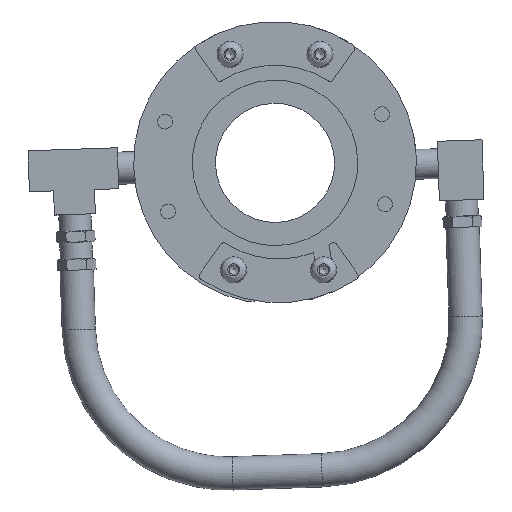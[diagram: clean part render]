
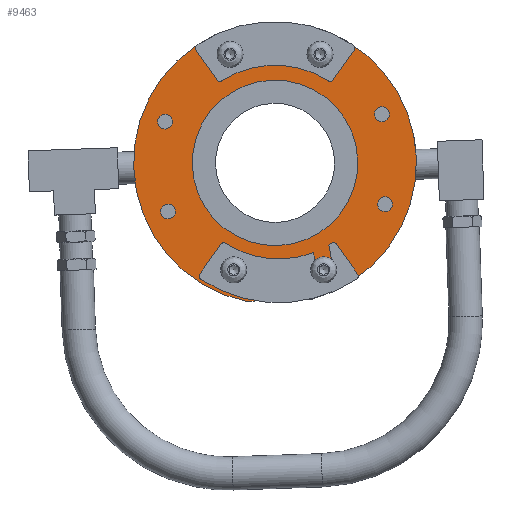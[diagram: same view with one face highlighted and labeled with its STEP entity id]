
A CAD part, front view. The second image highlights one B-rep face of the part: STEP entity #9463.
In plain terms, the highlighted planar face has unit normal (0, -1, 0).
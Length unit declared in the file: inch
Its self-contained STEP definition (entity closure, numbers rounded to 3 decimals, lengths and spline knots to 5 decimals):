
#8924=CARTESIAN_POINT('',(-3.36709,-0.06364,-1.27454));
#8925=VERTEX_POINT('',#8924);
#8926=CARTESIAN_POINT('',(-3.49202,-0.06364,-1.27878));
#8927=DIRECTION('',(0.,1.,0.));
#8928=DIRECTION('',(0.999,0.,0.034));
#8929=AXIS2_PLACEMENT_3D('',#8926,#8927,#8928);
#8930=CIRCLE('',#8929,0.125);
#8931=EDGE_CURVE('',#8925,#8925,#8930,.T.);
#8961=CARTESIAN_POINT('',(-3.41833,-0.06364,0.23543));
#8962=VERTEX_POINT('',#8961);
#8963=CARTESIAN_POINT('',(-3.54326,-0.06364,0.23119));
#8964=DIRECTION('',(0.,1.,0.));
#8965=DIRECTION('',(0.999,0.,0.034));
#8966=AXIS2_PLACEMENT_3D('',#8963,#8964,#8965);
#8967=CIRCLE('',#8966,0.125);
#8968=EDGE_CURVE('',#8962,#8962,#8967,.T.);
#8998=CARTESIAN_POINT('',(0.22705,-0.06364,0.35914));
#8999=VERTEX_POINT('',#8998);
#9000=CARTESIAN_POINT('',(0.10212,-0.06364,0.3549));
#9001=DIRECTION('',(0.,1.,0.));
#9002=DIRECTION('',(0.999,0.,0.034));
#9003=AXIS2_PLACEMENT_3D('',#9000,#9001,#9002);
#9004=CIRCLE('',#9003,0.125);
#9005=EDGE_CURVE('',#8999,#8999,#9004,.T.);
#9035=CARTESIAN_POINT('',(0.27829,-0.06364,-1.15083));
#9036=VERTEX_POINT('',#9035);
#9037=CARTESIAN_POINT('',(0.15336,-0.06364,-1.15507));
#9038=DIRECTION('',(0.,1.,0.));
#9039=DIRECTION('',(0.999,0.,0.034));
#9040=AXIS2_PLACEMENT_3D('',#9037,#9038,#9039);
#9041=CIRCLE('',#9040,0.125);
#9042=EDGE_CURVE('',#9036,#9036,#9041,.T.);
#9072=CARTESIAN_POINT('',(-1.27368,-0.06364,1.86669));
#9073=VERTEX_POINT('',#9072);
#9074=CARTESIAN_POINT('',(-1.75644,-0.06364,1.35002));
#9075=VERTEX_POINT('',#9074);
#9076=CARTESIAN_POINT('',(-1.25672,-0.06364,1.36697));
#9077=DIRECTION('',(0.,-1.0,0.));
#9078=DIRECTION('',(0.999,0.,0.034));
#9079=AXIS2_PLACEMENT_3D('',#9076,#9077,#9078);
#9080=CIRCLE('',#9079,0.5);
#9081=EDGE_CURVE('',#9073,#9075,#9080,.T.);
#9114=CARTESIAN_POINT('',(-2.27311,-0.06364,1.83277));
#9115=VERTEX_POINT('',#9114);
#9116=CARTESIAN_POINT('',(-2.25615,-0.06364,1.33306));
#9117=DIRECTION('',(0.,-1.0,0.));
#9118=DIRECTION('',(0.034,0.,-0.999));
#9119=AXIS2_PLACEMENT_3D('',#9116,#9117,#9118);
#9120=CIRCLE('',#9119,0.5);
#9121=EDGE_CURVE('',#9075,#9115,#9120,.T.);
#9147=CARTESIAN_POINT('',(-2.31221,-0.06364,1.83144));
#9148=VERTEX_POINT('',#9147);
#9149=CARTESIAN_POINT('',(-2.27311,-0.06364,1.83277));
#9150=DIRECTION('',(-0.999,0.,-0.034));
#9151=VECTOR('',#9150,0.03913);
#9152=LINE('',#9149,#9151);
#9153=EDGE_CURVE('',#9115,#9148,#9152,.T.);
#9178=CARTESIAN_POINT('',(-1.23458,-0.06364,1.86801));
#9179=VERTEX_POINT('',#9178);
#9180=CARTESIAN_POINT('',(-1.23458,-0.06364,1.86801));
#9181=DIRECTION('',(-0.999,0.,-0.034));
#9182=VECTOR('',#9181,0.03913);
#9183=LINE('',#9180,#9182);
#9184=EDGE_CURVE('',#9179,#9073,#9183,.T.);
#9209=CARTESIAN_POINT('',(-1.63346,-0.06364,-2.2739));
#9210=VERTEX_POINT('',#9209);
#9211=CARTESIAN_POINT('',(-1.11679,-0.06364,-2.75665));
#9212=VERTEX_POINT('',#9211);
#9213=CARTESIAN_POINT('',(-1.13375,-0.06364,-2.25694));
#9214=DIRECTION('',(0.,-1.0,0.));
#9215=DIRECTION('',(-0.034,0.,0.999));
#9216=AXIS2_PLACEMENT_3D('',#9213,#9214,#9215);
#9217=CIRCLE('',#9216,0.5);
#9218=EDGE_CURVE('',#9210,#9212,#9217,.T.);
#9251=CARTESIAN_POINT('',(-1.07769,-0.06364,-2.75532));
#9252=VERTEX_POINT('',#9251);
#9253=CARTESIAN_POINT('',(-1.11679,-0.06364,-2.75665));
#9254=DIRECTION('',(0.999,0.,0.034));
#9255=VECTOR('',#9254,0.03913);
#9256=LINE('',#9253,#9255);
#9257=EDGE_CURVE('',#9212,#9252,#9256,.T.);
#9282=CARTESIAN_POINT('',(-2.15532,-0.06364,-2.79189));
#9283=VERTEX_POINT('',#9282);
#9284=CARTESIAN_POINT('',(-2.11621,-0.06364,-2.79057));
#9285=VERTEX_POINT('',#9284);
#9286=CARTESIAN_POINT('',(-2.15532,-0.06364,-2.79189));
#9287=DIRECTION('',(0.999,0.,0.034));
#9288=VECTOR('',#9287,0.03913);
#9289=LINE('',#9286,#9288);
#9290=EDGE_CURVE('',#9283,#9285,#9289,.T.);
#9322=CARTESIAN_POINT('',(-2.13317,-0.06364,-2.29085));
#9323=DIRECTION('',(0.,-1.0,0.));
#9324=DIRECTION('',(-0.999,0.,-0.034));
#9325=AXIS2_PLACEMENT_3D('',#9322,#9323,#9324);
#9326=CIRCLE('',#9325,0.5);
#9327=EDGE_CURVE('',#9285,#9210,#9326,.T.);
#9355=CARTESIAN_POINT('',(-1.69495,-0.06364,-0.46194));
#9356=DIRECTION('',(0.,-1.0,0.));
#9357=DIRECTION('',(0.999,0.,0.034));
#9358=AXIS2_PLACEMENT_3D('',#9355,#9356,#9357);
#9359=CIRCLE('',#9358,2.375);
#9360=EDGE_CURVE('',#9148,#9283,#9359,.T.);
#9406=CARTESIAN_POINT('',(0.18627,-0.06364,-0.3981));
#9407=DIRECTION('',(0.0,-1.0,0.0));
#9408=DIRECTION('',(0.034,0.0,-0.999));
#9409=AXIS2_PLACEMENT_3D('',#9406,#9407,#9408);
#9410=PLANE('',#9409);
#9411=ORIENTED_EDGE('',*,*,#9184,.T.);
#9412=ORIENTED_EDGE('',*,*,#9081,.T.);
#9413=ORIENTED_EDGE('',*,*,#9121,.T.);
#9414=ORIENTED_EDGE('',*,*,#9153,.T.);
#9415=ORIENTED_EDGE('',*,*,#9360,.T.);
#9416=ORIENTED_EDGE('',*,*,#9290,.T.);
#9417=ORIENTED_EDGE('',*,*,#9327,.T.);
#9418=ORIENTED_EDGE('',*,*,#9218,.T.);
#9419=ORIENTED_EDGE('',*,*,#9257,.T.);
#9420=CARTESIAN_POINT('',(-1.69495,-0.06364,-0.46194));
#9421=DIRECTION('',(0.,-1.0,0.));
#9422=DIRECTION('',(0.999,0.,0.034));
#9423=AXIS2_PLACEMENT_3D('',#9420,#9421,#9422);
#9424=CIRCLE('',#9423,2.375);
#9425=EDGE_CURVE('',#9252,#9179,#9424,.T.);
#9426=ORIENTED_EDGE('',*,*,#9425,.T.);
#9427=EDGE_LOOP('',(#9411,#9412,#9413,#9414,#9415,#9416,#9417,#9418,#9419,#9426));
#9428=FACE_OUTER_BOUND('',#9427,.T.);
#9429=ORIENTED_EDGE('',*,*,#8931,.T.);
#9430=EDGE_LOOP('',(#9429));
#9431=FACE_BOUND('',#9430,.T.);
#9432=ORIENTED_EDGE('',*,*,#8968,.T.);
#9433=EDGE_LOOP('',(#9432));
#9434=FACE_BOUND('',#9433,.T.);
#9435=ORIENTED_EDGE('',*,*,#9005,.T.);
#9436=EDGE_LOOP('',(#9435));
#9437=FACE_BOUND('',#9436,.T.);
#9438=ORIENTED_EDGE('',*,*,#9042,.T.);
#9439=EDGE_LOOP('',(#9438));
#9440=FACE_BOUND('',#9439,.T.);
#9441=CARTESIAN_POINT('',(-0.30614,-0.06364,-0.41481));
#9442=VERTEX_POINT('',#9441);
#9443=CARTESIAN_POINT('',(-1.69495,-0.06364,-0.46194));
#9444=DIRECTION('',(0.,-1.0,0.));
#9445=DIRECTION('',(0.999,0.,0.034));
#9446=AXIS2_PLACEMENT_3D('',#9443,#9444,#9445);
#9447=CIRCLE('',#9446,1.3896);
#9448=EDGE_CURVE('',#9442,#9442,#9447,.T.);
#9449=ORIENTED_EDGE('',*,*,#9448,.F.);
#9450=EDGE_LOOP('',(#9449));
#9451=FACE_BOUND('',#9450,.T.);
#9452=CARTESIAN_POINT('',(-1.00304,-0.06364,-2.26325));
#9453=VERTEX_POINT('',#9452);
#9454=CARTESIAN_POINT('',(-0.87811,-0.06364,-2.25901));
#9455=DIRECTION('',(0.,1.0,0.));
#9456=DIRECTION('',(0.999,0.,0.034));
#9457=AXIS2_PLACEMENT_3D('',#9454,#9455,#9456);
#9458=CIRCLE('',#9457,0.125);
#9459=EDGE_CURVE('',#9453,#9453,#9458,.T.);
#9460=ORIENTED_EDGE('',*,*,#9459,.T.);
#9461=EDGE_LOOP('',(#9460));
#9462=FACE_BOUND('',#9461,.T.);
#9463=ADVANCED_FACE('',(#9428,#9431,#9434,#9437,#9440,#9451,#9462),#9410,.T.);
